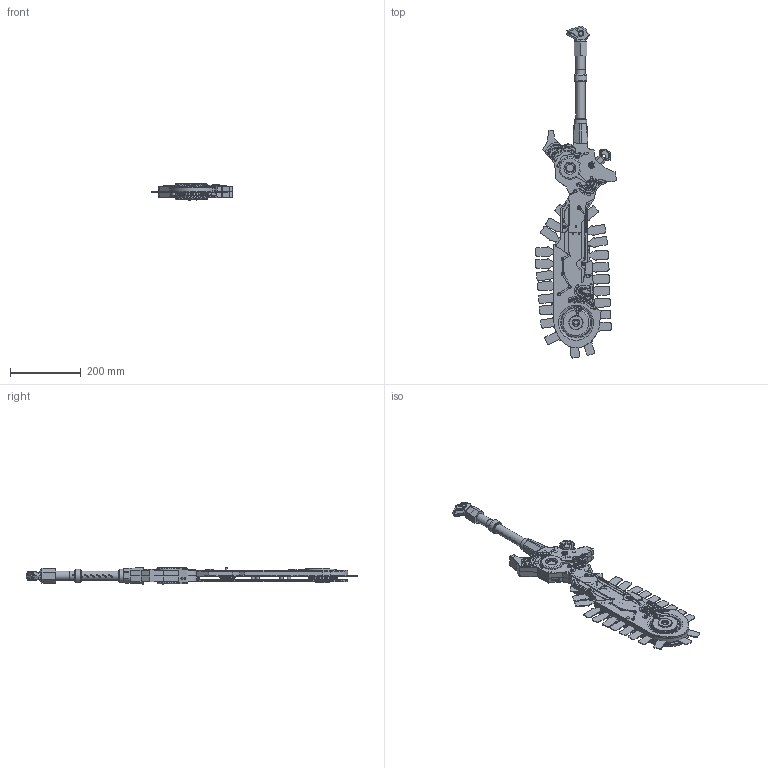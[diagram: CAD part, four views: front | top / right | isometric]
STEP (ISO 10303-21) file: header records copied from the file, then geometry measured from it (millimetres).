
FILE_DESCRIPTION(/* description */ (''),/* implementation_level */ '2;1');
FILE_NAME(/* name */ 'bladesaw.step',/* time_stamp */ '2018-09-12T21:04:10-04:00',/* author */ ('videopixil'),/* organization */ (''),/* preprocessor_version */ 'ST-DEVELOPER v17.2',/* originating_system */ 'Autodesk Translation Framework v7.6.0.251',/* authorisation */ '');
FILE_SCHEMA (('AUTOMOTIVE_DESIGN { 1 0 10303 214 3 1 1 }'));
Products named in the file (18): blade saw; cpx-crickit; Circuit Playground Express 3333 v6; NeoPixels; Buttons; Crickit CPX v8; servo block; 3 AA Battery Holder v7; BS-right-handle-trans; BS-left-handle-trans; BS-Left-End-Trans; BS-Right-End-Trans; microUSB panel mount 3258 v1; BS-Wheel-Tans; BS-bumps-holder; TT Motor 3777 v10; BS-bumps-End-Right; BS-right-end-trans-walls
Assembly tree (17 placements, depth 4):
  blade saw
    cpx-crickit
      Circuit Playground Express 3333 v6
        NeoPixels
        Buttons
      Crickit CPX v8
        servo block
    3 AA Battery Holder v7
    BS-right-handle-trans
    BS-left-handle-trans
    BS-Left-End-Trans
    BS-Right-End-Trans
    microUSB panel mount 3258 v1
    BS-Wheel-Tans
    BS-bumps-holder
    TT Motor 3777 v10
    BS-bumps-End-Right
    BS-right-end-trans-walls
Bounding box: 231.11 x 938.66 x 48.69 mm (x, y, z)
Volume: 679456.9 mm3; surface area: 723934.5 mm2
Topology: 184 solids, 185 shells, 4401 faces, 11024 edges, 7126 vertices
Faces by surface type: plane 2993, cylinder 937, bspline 306, cone 87, torus 71, sphere 7
Full cylindrical faces by diameter (mm): 0.2 x1, 0.3 x1, 0.5 x2, 0.6 x1, 1.27 x51, 1.6 x2, 1.95 x2, 2 x63, 2.008 x8, 2.4 x14, 2.6 x23, 2.8 x10, 2.87 x15, 3 x41, 3.048 x4, 4 x1, 5 x8, 5.4 x3, 5.6 x2, 5.8 x18, 6 x13, 6.4 x1, 6.5 x1, 6.81 x3, 7.6 x6, 8 x3, 9 x20, 9.9 x16, 9.95 x2, 10 x1
Entity records: 182898 total; most frequent: CARTESIAN_POINT 77029, ORIENTED_EDGE 22010, DIRECTION 20577, EDGE_CURVE 11005, LINE 7775, VECTOR 7775, VERTEX_POINT 7126, AXIS2_PLACEMENT_3D 6401
